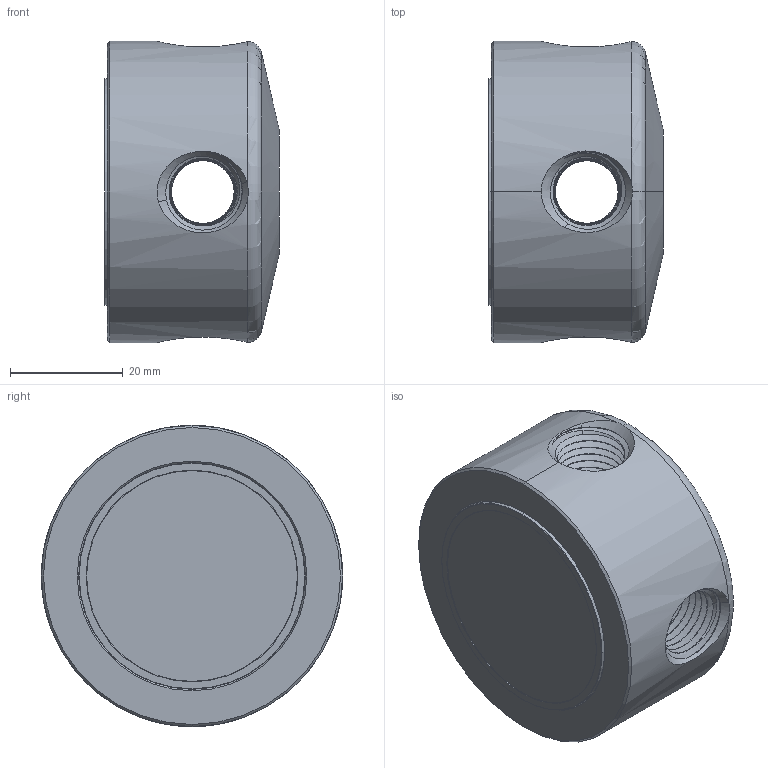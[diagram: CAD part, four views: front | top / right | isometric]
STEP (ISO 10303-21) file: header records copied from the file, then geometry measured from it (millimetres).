
FILE_DESCRIPTION (( 'STEP AP203' ), '1' );
FILE_NAME ('Magnetic Base Manifold.STEP', '2005-02-04T19:33:55', ( 'mark lockwood' ), ( 'lockwood products inc.' ), 'SwSTEP 2.0', 'SolidWorks 2004146', '' );
FILE_SCHEMA (( 'CONFIG_CONTROL_DESIGN' ));
Products named in the file (1): Magnetic Base Manifold
Bounding box: 30.99 x 53.34 x 53.34 mm (x, y, z)
Volume: 51955.3 mm3; surface area: 14117.4 mm2
Topology: 1 solids, 1 shells, 139 faces, 418 edges, 276 vertices
Faces by surface type: cone 53, bspline 45, cylinder 24, plane 11, torus 6
Entity records: 47194 total; most frequent: CARTESIAN_POINT 44007, ORIENTED_EDGE 836, EDGE_CURVE 418, DIRECTION 385, VERTEX_POINT 276, B_SPLINE_CURVE_WITH_KNOTS 266, AXIS2_PLACEMENT_3D 157, EDGE_LOOP 142
